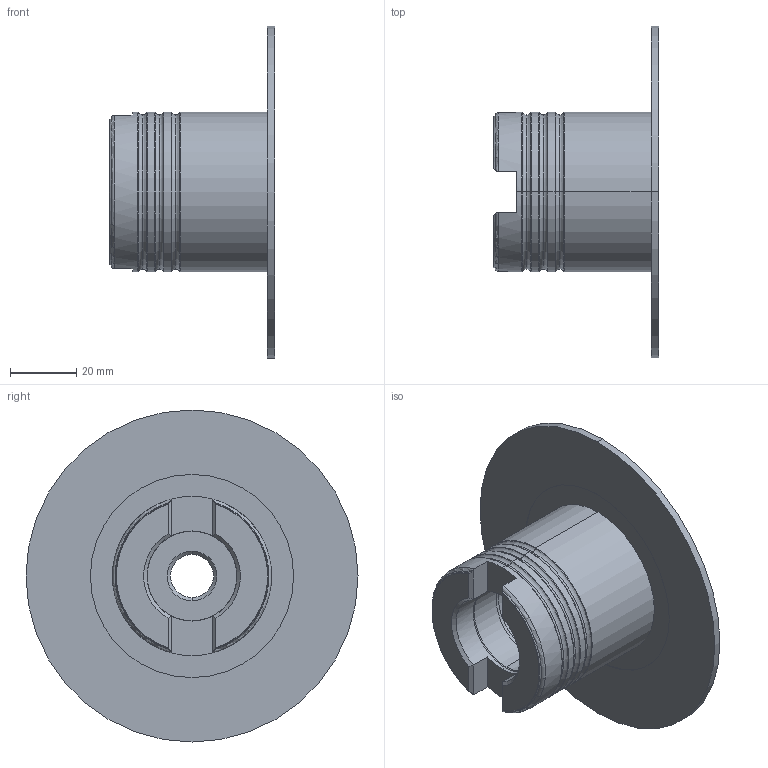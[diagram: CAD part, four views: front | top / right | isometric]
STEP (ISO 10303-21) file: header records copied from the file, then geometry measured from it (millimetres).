
FILE_DESCRIPTION (( 'STEP AP214' ), '1' );
FILE_NAME ('TFA-100-220-S07-9.STEP', '2019-05-20T12:26:58', ( '' ), ( '' ), 'SwSTEP 2.0', 'SolidWorks 2018', '' );
FILE_SCHEMA (( 'AUTOMOTIVE_DESIGN' ));
Length unit declared in the file: millimetre
Products named in the file (3): JSCHF173_1 pk; JSCHF173 pk_Kontrolle; TFA-100-220-S07-9
Assembly tree (2 placements, depth 2):
  TFA-100-220-S07-9
    JSCHF173_1 pk
    JSCHF173 pk_Kontrolle
Bounding box: 49.8 x 100 x 100 mm (x, y, z)
Volume: 79922.7 mm3; surface area: 29917 mm2
Topology: 2 solids, 2 shells, 188 faces, 430 edges, 241 vertices
Faces by surface type: cylinder 82, cone 58, torus 28, plane 20
Entity records: 5628 total; most frequent: DIRECTION 1014, CARTESIAN_POINT 934, ORIENTED_EDGE 824, AXIS2_PLACEMENT_3D 429, EDGE_CURVE 412, VERTEX_POINT 241, CIRCLE 236, EDGE_LOOP 223
